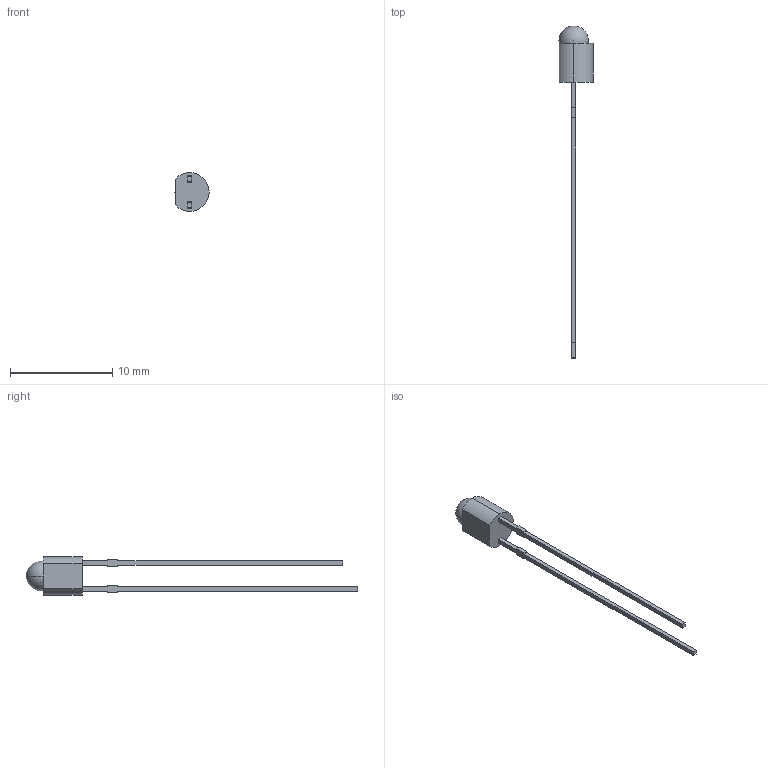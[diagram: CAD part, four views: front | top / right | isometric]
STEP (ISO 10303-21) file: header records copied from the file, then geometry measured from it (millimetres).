
FILE_DESCRIPTION (( 'STEP AP214' ), '1' );
FILE_NAME ('WP908A8.STEP', '2009-02-03T16:23:33', ( '' ), ( '' ), 'SwSTEP 2.0', 'SolidWorks 2008', '' );
FILE_SCHEMA (( 'AUTOMOTIVE_DESIGN' ));
Length unit declared in the file: millimetre
Products named in the file (1): WP908A8
Bounding box: 3.35 x 32.5 x 3.8 mm (x, y, z)
Volume: 57.7 mm3; surface area: 165.3 mm2
Topology: 1 solids, 1 shells, 317 faces, 859 edges, 572 vertices
Faces by surface type: plane 196, bspline 116, cylinder 3, sphere 2
Entity records: 15758 total; most frequent: CARTESIAN_POINT 8129, ORIENTED_EDGE 1708, DIRECTION 1036, EDGE_CURVE 854, VECTOR 612, LINE 612, VERTEX_POINT 569, EDGE_LOOP 347
